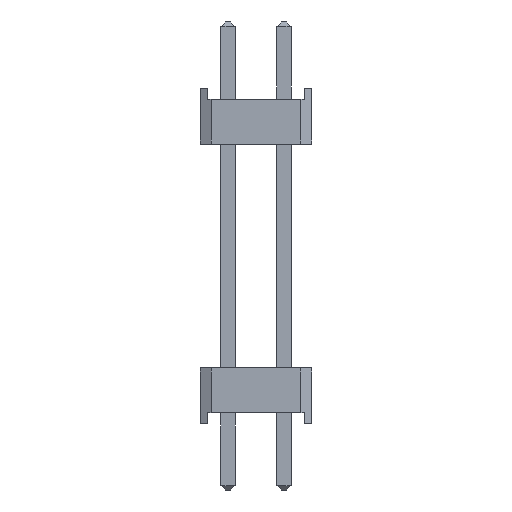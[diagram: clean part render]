
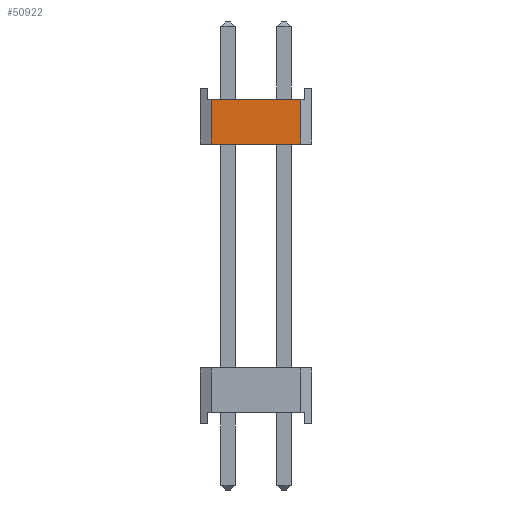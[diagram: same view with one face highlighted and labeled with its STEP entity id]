
A CAD part, front view. The second image highlights one B-rep face of the part: STEP entity #50922.
In plain terms, the highlighted face is planar.
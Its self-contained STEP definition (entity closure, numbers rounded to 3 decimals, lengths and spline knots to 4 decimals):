
#776=ORIENTED_EDGE('',*,*,#11165,.T.);
#777=ORIENTED_EDGE('',*,*,#11166,.F.);
#778=ORIENTED_EDGE('',*,*,#11167,.F.);
#779=ORIENTED_EDGE('',*,*,#11168,.F.);
#11165=EDGE_CURVE('',#16302,#16303,#19761,.T.);
#11166=EDGE_CURVE('',#16304,#16303,#19762,.T.);
#11167=EDGE_CURVE('',#16305,#16304,#19763,.T.);
#11168=EDGE_CURVE('',#16302,#16305,#19764,.T.);
#16302=VERTEX_POINT('',#65540);
#16303=VERTEX_POINT('',#65541);
#16304=VERTEX_POINT('',#65543);
#16305=VERTEX_POINT('',#65545);
#19761=LINE('',#65539,#25021);
#19762=LINE('',#65542,#25022);
#19763=LINE('',#65544,#25023);
#19764=LINE('',#65546,#25024);
#25021=VECTOR('',#55855,1000.);
#25022=VECTOR('',#55856,1000.);
#25023=VECTOR('',#55857,1000.);
#25024=VECTOR('',#55858,1000.);
#29848=EDGE_LOOP('',(#776,#777,#778,#779));
#32160=FACE_BOUND('',#29848,.T.);
#34472=PLANE('',#52985);
#50922=ADVANCED_FACE('',(#32160),#34472,.F.);
#52985=AXIS2_PLACEMENT_3D('',#65538,#55853,#55854);
#55853=DIRECTION('',(-1.,0.,0.));
#55854=DIRECTION('',(0.,0.,-1.));
#55855=DIRECTION('',(0.,-1.,0.));
#55856=DIRECTION('',(0.,0.,1.));
#55857=DIRECTION('',(0.,-1.,0.));
#55858=DIRECTION('',(0.,0.,-1.));
#65538=CARTESIAN_POINT('',(80.01,3.81,5.08));
#65539=CARTESIAN_POINT('',(80.01,3.47,7.12));
#65540=CARTESIAN_POINT('',(80.01,3.31,7.12));
#65541=CARTESIAN_POINT('',(80.01,-0.77,7.12));
#65542=CARTESIAN_POINT('',(80.01,-0.77,5.08));
#65543=CARTESIAN_POINT('',(80.01,-0.77,5.08));
#65544=CARTESIAN_POINT('',(80.01,3.81,5.08));
#65545=CARTESIAN_POINT('',(80.01,3.31,5.08));
#65546=CARTESIAN_POINT('',(80.01,3.31,5.08));
